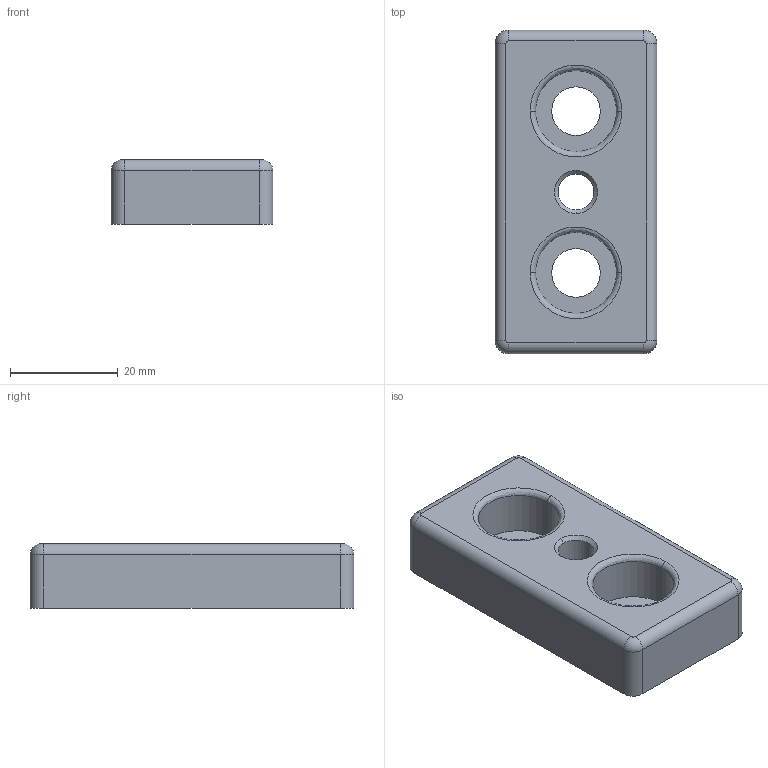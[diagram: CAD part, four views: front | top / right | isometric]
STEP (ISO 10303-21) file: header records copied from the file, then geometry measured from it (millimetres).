
FILE_DESCRIPTION (( 'STEP AP203' ), '1' );
FILE_NAME ('413500306_c_1.STEP', '2023-05-14T23:05:45', ( '' ), ( '' ), 'SwSTEP 2.0', 'SolidWorks 2014', '' );
FILE_SCHEMA (( 'CONFIG_CONTROL_DESIGN' ));
Length unit declared in the file: millimetre
Products named in the file (1): 413500306_c_1
Bounding box: 30 x 60 x 12 mm (x, y, z)
Volume: 13837 mm3; surface area: 8624.7 mm2
Topology: 1 solids, 1 shells, 210 faces, 500 edges, 302 vertices
Faces by surface type: cylinder 100, torus 48, plane 44, bspline 16, cone 2
Entity records: 6455 total; most frequent: CARTESIAN_POINT 1381, DIRECTION 1160, ORIENTED_EDGE 1000, EDGE_CURVE 500, AXIS2_PLACEMENT_3D 481, VERTEX_POINT 302, CIRCLE 286, EDGE_LOOP 226
